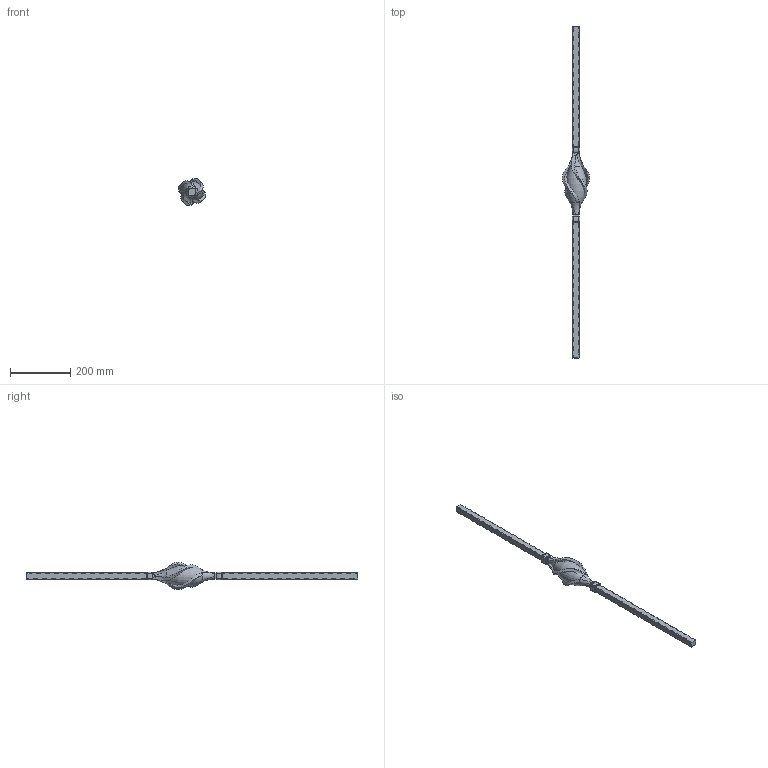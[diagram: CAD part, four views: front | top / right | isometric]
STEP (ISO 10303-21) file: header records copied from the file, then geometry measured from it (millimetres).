
FILE_DESCRIPTION (( 'STEP AP203' ), '1' );
FILE_NAME ('1010.STEP', '2023-05-11T09:32:02', ( '' ), ( '' ), 'SwSTEP 2.0', 'SolidWorks 2018', '' );
FILE_SCHEMA (( 'CONFIG_CONTROL_DESIGN' ));
Length unit declared in the file: millimetre
Products named in the file (1): 1010
Bounding box: 90.83 x 1100 x 90.83 mm (x, y, z)
Volume: 836112.7 mm3; surface area: 144294.5 mm2
Topology: 4 solids, 4 shells, 715 faces, 1953 edges, 1021 vertices
Faces by surface type: plane 241, torus 192, bspline 166, cylinder 116
Full cylindrical faces by diameter (mm): 20 x2
Entity records: 26997 total; most frequent: CARTESIAN_POINT 11073, ORIENTED_EDGE 3432, DIRECTION 3064, EDGE_CURVE 1716, AXIS2_PLACEMENT_3D 1084, VERTEX_POINT 1021, VECTOR 896, LINE 896
